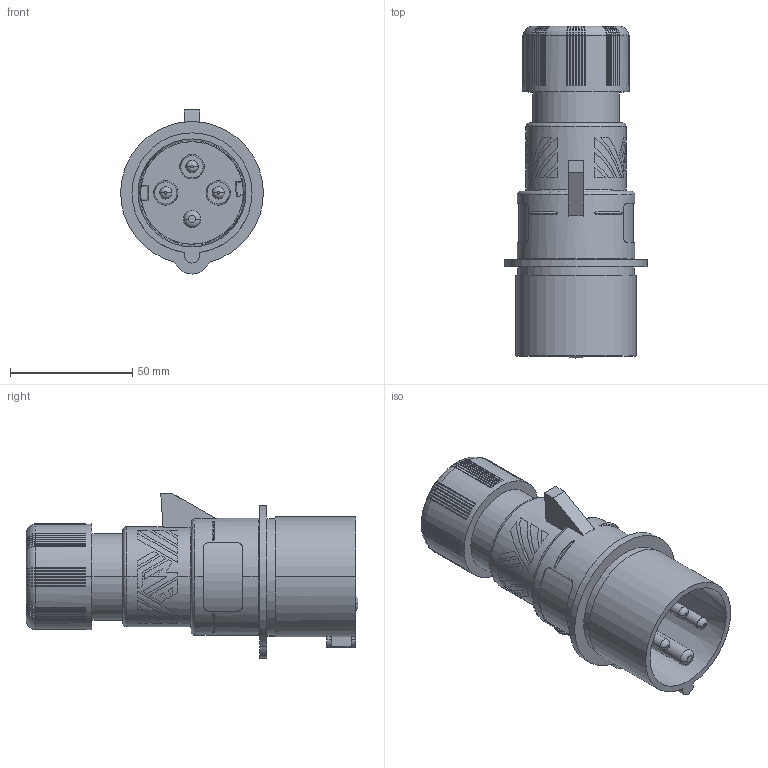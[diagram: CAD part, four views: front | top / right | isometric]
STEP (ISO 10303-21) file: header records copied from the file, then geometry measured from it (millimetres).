
FILE_DESCRIPTION(('Creo Elements/Direct Modeling STEP Export'),'2;1');
FILE_NAME('PES_1664_SV.stp','2012-09-13T13:54:47',(''),(''),'Creo Elements/Direct Modeling STEP processor for AP214 (Solid Model)','Creo Elements/Direct Modeling 18.0B 02-Dec-2011 (C) Parametric Technology GmbH','');
FILE_SCHEMA(('AUTOMOTIVE_DESIGN { 1 0 10303 214 1 1 1 1 }'));
Length unit declared in the file: millimetre
Products named in the file (2): PES_1664_SV
Assembly tree (1 placements, depth 2):
  PES_1664_SV
    PES_1664_SV
Bounding box: 58.46 x 136 x 67.25 mm (x, y, z)
Volume: 145088.6 mm3; surface area: 45724.2 mm2
Topology: 1 solids, 1 shells, 586 faces, 1613 edges, 958 vertices
Faces by surface type: plane 238, cylinder 134, revolution 112, torus 80, cone 22
Entity records: 36391 total; most frequent: CARTESIAN_POINT 18625, ORIENTED_EDGE 3002, DIRECTION 2272, EDGE_CURVE 1501, VERTEX_POINT 958, AXIS2_PLACEMENT_3D 829, EDGE_LOOP 627, COLOUR_RGB 587
